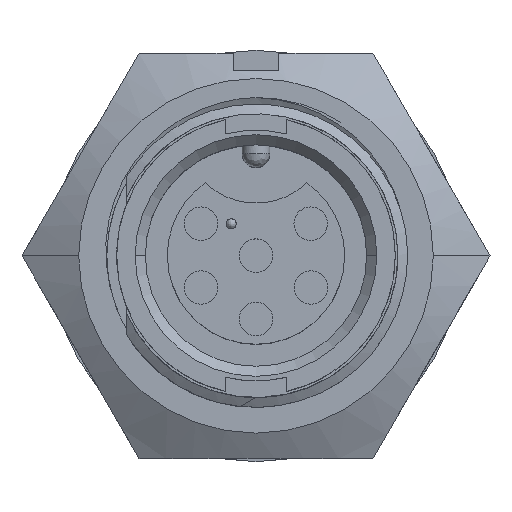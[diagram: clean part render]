
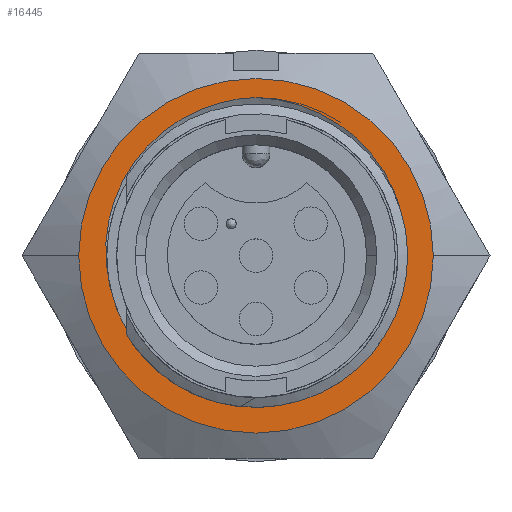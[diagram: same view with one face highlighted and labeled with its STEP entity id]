
A CAD part, top view. The second image highlights one B-rep face of the part: STEP entity #16445.
In plain terms, the highlighted planar face has unit normal (0, 0, 1).
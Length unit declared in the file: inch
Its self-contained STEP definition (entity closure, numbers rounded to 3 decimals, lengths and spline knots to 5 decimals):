
#87 = FACE_BOUND ( 'NONE', #19105, .T. ) ;
#115 = AXIS2_PLACEMENT_3D ( 'NONE', #6959, #6960, #6961 ) ;
#116 = FACE_OUTER_BOUND ( 'NONE', #19100, .T. ) ;
#1461 = ORIENTED_EDGE ( 'NONE', *, *, #6635, .T. ) ;
#1476 = ORIENTED_EDGE ( 'NONE', *, *, #19905, .F. ) ;
#1478 = ORIENTED_EDGE ( 'NONE', *, *, #6628, .F. ) ;
#1479 = ORIENTED_EDGE ( 'NONE', *, *, #6631, .T. ) ;
#1614 = CIRCLE ( 'NONE', #2999, 0.35 ) ;
#1626 = CIRCLE ( 'NONE', #3006, 0.35 ) ;
#2999 = AXIS2_PLACEMENT_3D ( 'NONE', #8543, #8550, #8551 ) ;
#3006 = AXIS2_PLACEMENT_3D ( 'NONE', #8653, #8660, #8661 ) ;
#3016 = B_SPLINE_CURVE_WITH_KNOTS ( 'NONE', 3,
 ( #8568, #8569, #8570, #8571, #8572, #8573, #8574, #8575, #8576, #8577, #8578, #8579, #8580, #8581, #8582, #8583, #8584, #8585, #8586, #8587 ),
 .UNSPECIFIED., .F., .F.,
 ( 4, 2, 2, 2, 2, 2, 2, 2, 2, 4 ),
 ( 0., 0.00086, 0.00171, 0.00343, 0.00514, 0.00686, 0.00857, 0.01029, 0.012, 0.01372 ),
 .UNSPECIFIED. ) ;
#3070 = B_SPLINE_CURVE_WITH_KNOTS ( 'NONE', 3,
 ( #8616, #8617, #8618, #8619, #8620, #8621, #8622, #8623, #8624, #8625, #8626, #8627, #8628, #8629, #8630, #8631, #8632, #8633, #8634, #8635, #8636, #8637, #8638, #8639 ),
 .UNSPECIFIED., .F., .F.,
 ( 4, 2, 2, 2, 2, 2, 2, 2, 2, 2, 2, 4 ),
 ( 0., 0.00086, 0.00171, 0.00343, 0.00514, 0.00686, 0.00857, 0.00943, 0.01029, 0.01115, 0.012, 0.01372 ),
 .UNSPECIFIED. ) ;
#6140 = ORIENTED_EDGE ( 'NONE', *, *, #6640, .F. ) ;
#6539 = AXIS2_PLACEMENT_3D ( 'NONE', #15808, #15809, #15810 ) ;
#6628 = EDGE_CURVE ( 'NONE', #18488, #18487, #1614, .T. ) ;
#6631 = EDGE_CURVE ( 'NONE', #18492, #18472, #3016, .T. ) ;
#6635 = EDGE_CURVE ( 'NONE', #18472, #18494, #3070, .T. ) ;
#6640 = EDGE_CURVE ( 'NONE', #18487, #18488, #1626, .T. ) ;
#6958 = PLANE ( 'NONE',  #115 ) ;
#6959 = CARTESIAN_POINT ( 'NONE',  ( -0.23094, -0.4, -0.32 ) ) ;
#6960 = DIRECTION ( 'NONE',  ( 0., 0., -1. ) ) ;
#6961 = DIRECTION ( 'NONE',  ( -1., 0., 0. ) ) ;
#7624 = CARTESIAN_POINT ( 'NONE',  ( 0., 0.3125, -0.32 ) ) ;
#7639 = CARTESIAN_POINT ( 'NONE',  ( 0.35, 0., -0.32 ) ) ;
#7640 = CARTESIAN_POINT ( 'NONE',  ( -0.35, 0., -0.32 ) ) ;
#7644 = CARTESIAN_POINT ( 'NONE',  ( -0.28876, -0.05788, -0.32 ) ) ;
#7646 = CARTESIAN_POINT ( 'NONE',  ( 0.28876, -0.05788, -0.32 ) ) ;
#8142 = CIRCLE ( 'NONE', #6539, 0.2945 ) ;
#8543 = CARTESIAN_POINT ( 'NONE',  ( 0., 0., -0.32 ) ) ;
#8550 = DIRECTION ( 'NONE',  ( 0., 0., -1. ) ) ;
#8551 = DIRECTION ( 'NONE',  ( -1., 0., 0. ) ) ;
#8568 = CARTESIAN_POINT ( 'NONE',  ( -0.28876, -0.05788, -0.32 ) ) ;
#8569 = CARTESIAN_POINT ( 'NONE',  ( -0.29136, -0.0469, -0.32 ) ) ;
#8570 = CARTESIAN_POINT ( 'NONE',  ( -0.29332, -0.03581, -0.32 ) ) ;
#8571 = CARTESIAN_POINT ( 'NONE',  ( -0.29595, -0.01345, -0.32 ) ) ;
#8572 = CARTESIAN_POINT ( 'NONE',  ( -0.29661, -0.00217, -0.32 ) ) ;
#8573 = CARTESIAN_POINT ( 'NONE',  ( -0.29669, 0.03139, -0.32 ) ) ;
#8574 = CARTESIAN_POINT ( 'NONE',  ( -0.29428, 0.05361, -0.32 ) ) ;
#8575 = CARTESIAN_POINT ( 'NONE',  ( -0.28439, 0.09763, -0.32 ) ) ;
#8576 = CARTESIAN_POINT ( 'NONE',  ( -0.27709, 0.11868, -0.32 ) ) ;
#8577 = CARTESIAN_POINT ( 'NONE',  ( -0.25794, 0.15893, -0.32 ) ) ;
#8578 = CARTESIAN_POINT ( 'NONE',  ( -0.24592, 0.17827, -0.32 ) ) ;
#8579 = CARTESIAN_POINT ( 'NONE',  ( -0.21833, 0.21326, -0.32 ) ) ;
#8580 = CARTESIAN_POINT ( 'NONE',  ( -0.20268, 0.22913, -0.32 ) ) ;
#8581 = CARTESIAN_POINT ( 'NONE',  ( -0.16771, 0.25762, -0.32 ) ) ;
#8582 = CARTESIAN_POINT ( 'NONE',  ( -0.14898, 0.26972, -0.32 ) ) ;
#8583 = CARTESIAN_POINT ( 'NONE',  ( -0.10919, 0.28975, -0.32 ) ) ;
#8584 = CARTESIAN_POINT ( 'NONE',  ( -0.08787, 0.29771, -0.32 ) ) ;
#8585 = CARTESIAN_POINT ( 'NONE',  ( -0.04463, 0.30867, -0.32 ) ) ;
#8586 = CARTESIAN_POINT ( 'NONE',  ( -0.02255, 0.3118, -0.32 ) ) ;
#8587 = CARTESIAN_POINT ( 'NONE',  ( 0., 0.3125, -0.32 ) ) ;
#8616 = CARTESIAN_POINT ( 'NONE',  ( 0., 0.3125, -0.32 ) ) ;
#8617 = CARTESIAN_POINT ( 'NONE',  ( 0.01128, 0.31215, -0.32 ) ) ;
#8618 = CARTESIAN_POINT ( 'NONE',  ( 0.02249, 0.31119, -0.32 ) ) ;
#8619 = CARTESIAN_POINT ( 'NONE',  ( 0.04479, 0.30803, -0.32 ) ) ;
#8620 = CARTESIAN_POINT ( 'NONE',  ( 0.05587, 0.30584, -0.32 ) ) ;
#8621 = CARTESIAN_POINT ( 'NONE',  ( 0.0884, 0.29754, -0.32 ) ) ;
#8622 = CARTESIAN_POINT ( 'NONE',  ( 0.10934, 0.2897, -0.32 ) ) ;
#8623 = CARTESIAN_POINT ( 'NONE',  ( 0.14961, 0.26937, -0.32 ) ) ;
#8624 = CARTESIAN_POINT ( 'NONE',  ( 0.16827, 0.2572, -0.32 ) ) ;
#8625 = CARTESIAN_POINT ( 'NONE',  ( 0.20277, 0.22902, -0.32 ) ) ;
#8626 = CARTESIAN_POINT ( 'NONE',  ( 0.21875, 0.2128, -0.32 ) ) ;
#8627 = CARTESIAN_POINT ( 'NONE',  ( 0.24628, 0.17775, -0.32 ) ) ;
#8628 = CARTESIAN_POINT ( 'NONE',  ( 0.25801, 0.15885, -0.32 ) ) ;
#8629 = CARTESIAN_POINT ( 'NONE',  ( 0.27247, 0.12837, -0.32 ) ) ;
#8630 = CARTESIAN_POINT ( 'NONE',  ( 0.27672, 0.11792, -0.32 ) ) ;
#8631 = CARTESIAN_POINT ( 'NONE',  ( 0.28397, 0.09682, -0.32 ) ) ;
#8632 = CARTESIAN_POINT ( 'NONE',  ( 0.28699, 0.08612, -0.32 ) ) ;
#8633 = CARTESIAN_POINT ( 'NONE',  ( 0.29184, 0.06439, -0.32 ) ) ;
#8634 = CARTESIAN_POINT ( 'NONE',  ( 0.29367, 0.05338, -0.32 ) ) ;
#8635 = CARTESIAN_POINT ( 'NONE',  ( 0.2961, 0.03103, -0.32 ) ) ;
#8636 = CARTESIAN_POINT ( 'NONE',  ( 0.29668, 0.01975, -0.32 ) ) ;
#8637 = CARTESIAN_POINT ( 'NONE',  ( 0.29655, -0.01376, -0.32 ) ) ;
#8638 = CARTESIAN_POINT ( 'NONE',  ( 0.29396, -0.03591, -0.32 ) ) ;
#8639 = CARTESIAN_POINT ( 'NONE',  ( 0.28876, -0.05788, -0.32 ) ) ;
#8653 = CARTESIAN_POINT ( 'NONE',  ( 0., 0., -0.32 ) ) ;
#8660 = DIRECTION ( 'NONE',  ( 0., 0., -1. ) ) ;
#8661 = DIRECTION ( 'NONE',  ( -1., 0., 0. ) ) ;
#15808 = CARTESIAN_POINT ( 'NONE',  ( 0., 0., -0.32 ) ) ;
#15809 = DIRECTION ( 'NONE',  ( 0., 0., 1. ) ) ;
#15810 = DIRECTION ( 'NONE',  ( 1., 0., 0. ) ) ;
#16445 = ADVANCED_FACE ( 'NONE', ( #116, #87 ), #6958, .F. ) ;
#18472 = VERTEX_POINT ( 'NONE', #7624 ) ;
#18487 = VERTEX_POINT ( 'NONE', #7639 ) ;
#18488 = VERTEX_POINT ( 'NONE', #7640 ) ;
#18492 = VERTEX_POINT ( 'NONE', #7644 ) ;
#18494 = VERTEX_POINT ( 'NONE', #7646 ) ;
#19100 = EDGE_LOOP ( 'NONE', ( #1478, #6140 ) ) ;
#19105 = EDGE_LOOP ( 'NONE', ( #1461, #1476, #1479 ) ) ;
#19905 = EDGE_CURVE ( 'NONE', #18492, #18494, #8142, .T. ) ;
